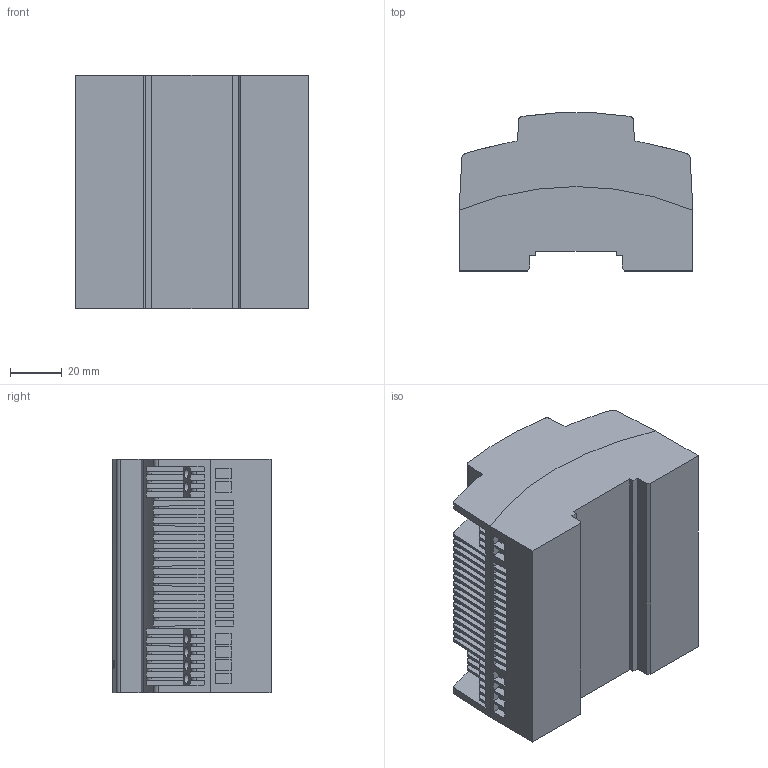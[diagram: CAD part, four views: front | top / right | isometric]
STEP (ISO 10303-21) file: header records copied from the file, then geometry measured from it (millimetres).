
FILE_DESCRIPTION(('SolidDesigner STEP Export'),'2;1');
FILE_NAME('2868680_STEP_PS_1AC_48DC_2-select.stp','2013-02-08T12:14:41',(''),(''),'Creo Elements/Direct Modeling STEP processor for AP214 (Solid Model)','Creo Elements/Direct Modeling 18.1 06-May-2012 (C) Parametric Technology GmbH','');
FILE_SCHEMA(('AUTOMOTIVE_DESIGN { 1 0 10303 214 1 1 1 1 }'));
Length unit declared in the file: millimetre
Products named in the file (1): 2868680_STEP_PS_1AC_48DC_2-select
Bounding box: 90 x 60.83 x 90 mm (x, y, z)
Volume: 396861.2 mm3; surface area: 45648.3 mm2
Topology: 1 solids, 1 shells, 766 faces, 2002 edges, 1314 vertices
Faces by surface type: plane 636, cylinder 84, extrusion 46
Entity records: 29706 total; most frequent: CARTESIAN_POINT 5274, ORIENTED_EDGE 4004, DIRECTION 3365, EDGE_CURVE 2002, VECTOR 1567, LINE 1521, VERTEX_POINT 1314, AXIS2_PLACEMENT_3D 899
